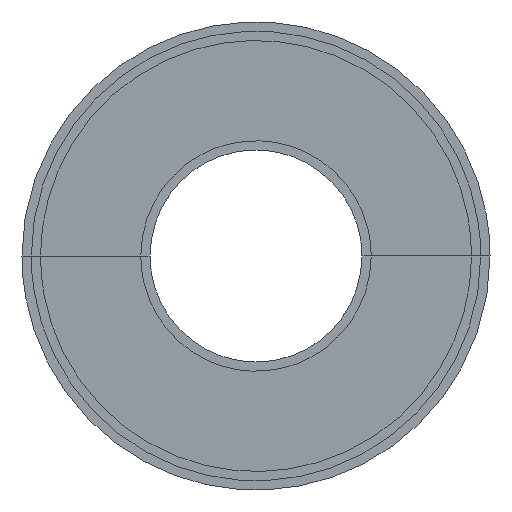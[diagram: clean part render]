
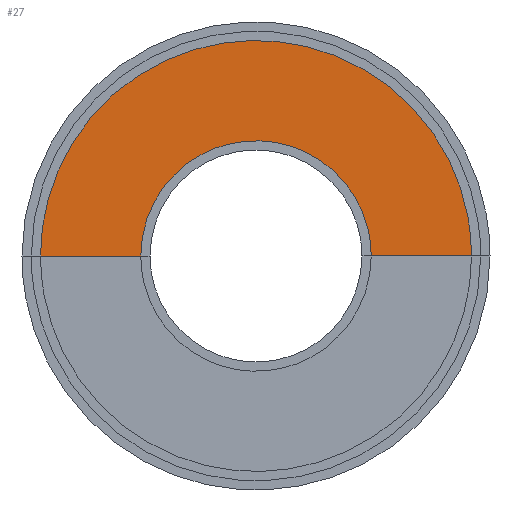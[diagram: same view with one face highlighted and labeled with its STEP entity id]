
A CAD part, left-side view. The second image highlights one B-rep face of the part: STEP entity #27.
In plain terms, the highlighted planar face has unit normal (-1, 0, 0).
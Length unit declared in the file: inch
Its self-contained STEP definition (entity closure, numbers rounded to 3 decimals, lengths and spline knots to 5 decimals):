
#27=ADVANCED_FACE('',(#55),#358,.T.);
#55=FACE_OUTER_BOUND('',#83,.T.);
#83=EDGE_LOOP('',(#150,#151,#152,#153));
#150=ORIENTED_EDGE('',*,*,#265,.T.);
#151=ORIENTED_EDGE('',*,*,#237,.F.);
#152=ORIENTED_EDGE('',*,*,#213,.F.);
#153=ORIENTED_EDGE('',*,*,#236,.T.);
#213=EDGE_CURVE('',#324,#323,#268,.T.);
#236=EDGE_CURVE('',#324,#349,#306,.T.);
#237=EDGE_CURVE('',#323,#336,#307,.T.);
#265=EDGE_CURVE('',#349,#336,#293,.T.);
#268=B_SPLINE_CURVE_WITH_KNOTS('',1,(#624,#625),.UNSPECIFIED.,.F.,.F.,(2,
2),(15.96566,17.24616),.UNSPECIFIED.);
#293=B_SPLINE_CURVE_WITH_KNOTS('',1,(#809,#810),.UNSPECIFIED.,.F.,.F.,(2,
2),(15.96566,17.24616),.UNSPECIFIED.);
#306=(
BOUNDED_CURVE()
B_SPLINE_CURVE(2,(#703,#704,#705,#706,#707),.UNSPECIFIED.,.F.,.F.)
B_SPLINE_CURVE_WITH_KNOTS((3,2,3),(0.,4.59974,9.19948),
 .UNSPECIFIED.)
CURVE()
GEOMETRIC_REPRESENTATION_ITEM()
RATIONAL_B_SPLINE_CURVE((1.,0.707,1.,0.707,1.))
REPRESENTATION_ITEM('')
);
#307=(
BOUNDED_CURVE()
B_SPLINE_CURVE(2,(#708,#709,#710,#711,#712),.UNSPECIFIED.,.F.,.F.)
B_SPLINE_CURVE_WITH_KNOTS((3,2,3),(0.,4.59974,9.19948),
 .UNSPECIFIED.)
CURVE()
GEOMETRIC_REPRESENTATION_ITEM()
RATIONAL_B_SPLINE_CURVE((1.,0.707,1.,0.707,1.))
REPRESENTATION_ITEM('')
);
#323=VERTEX_POINT('',#588);
#324=VERTEX_POINT('',#589);
#336=VERTEX_POINT('',#601);
#349=VERTEX_POINT('',#614);
#358=PLANE('',#480);
#480=AXIS2_PLACEMENT_3D('',#554,#507,$);
#507=DIRECTION('',(-1.,0.,0.));
#554=CARTESIAN_POINT('',(22.21258,10.47147,0.));
#588=CARTESIAN_POINT('',(22.21258,11.75197,0.));
#589=CARTESIAN_POINT('',(22.21258,10.47147,0.));
#601=CARTESIAN_POINT('',(22.21258,6.24803,0.));
#614=CARTESIAN_POINT('',(22.21258,7.52853,0.));
#624=CARTESIAN_POINT('',(22.21258,10.47147,0.));
#625=CARTESIAN_POINT('',(22.21258,11.75197,0.));
#703=CARTESIAN_POINT('',(22.21258,10.47147,0.));
#704=CARTESIAN_POINT('',(22.21258,10.47147,1.47147));
#705=CARTESIAN_POINT('',(22.21258,9.,1.47147));
#706=CARTESIAN_POINT('',(22.21258,7.52853,1.47147));
#707=CARTESIAN_POINT('',(22.21258,7.52853,0.));
#708=CARTESIAN_POINT('',(22.21258,11.75197,0.));
#709=CARTESIAN_POINT('',(22.21258,11.75197,2.75197));
#710=CARTESIAN_POINT('',(22.21258,9.,2.75197));
#711=CARTESIAN_POINT('',(22.21258,6.24803,2.75197));
#712=CARTESIAN_POINT('',(22.21258,6.24803,0.));
#809=CARTESIAN_POINT('',(22.21258,7.52853,0.));
#810=CARTESIAN_POINT('',(22.21258,6.24803,0.));
